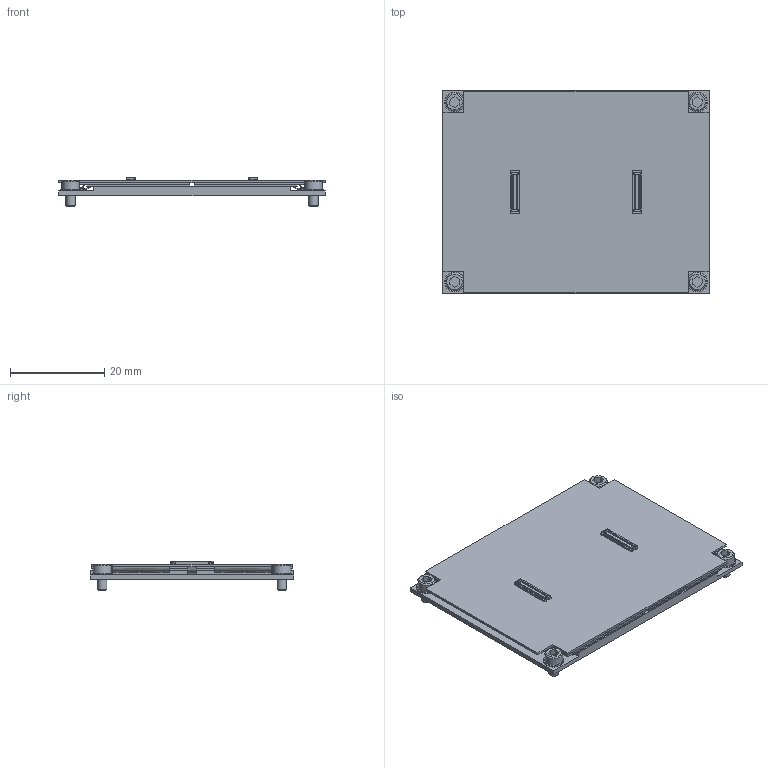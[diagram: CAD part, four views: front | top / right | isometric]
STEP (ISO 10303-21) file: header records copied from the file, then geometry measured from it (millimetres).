
FILE_DESCRIPTION(/* description */ (''),/* implementation_level */ '2;1');
FILE_NAME(/* name */ 'fullmodule.step',/* time_stamp */ '2020-10-14T11:53:40-04:00',/* author */ (''),/* organization */ (''),/* preprocessor_version */ 'ST-DEVELOPER v18.1',/* originating_system */ 'Autodesk Translation Framework v9.3.0.1241',/* authorisation */ '');
FILE_SCHEMA (('AUTOMOTIVE_DESIGN { 1 0 10303 214 3 1 1 }'));
Length unit declared in the file: millimetre
Products named in the file (15): Full Module; Module; Carrier; PCB; ETROC; Shim; Bolt; Board to board F; Board to board F_1; Board to board F_2; LGAD; LGAD Wire Bond; LGAD Wire Bond(Mirror); ETROC Wire Bond; ETROC Wire Bond(Mirror)
Assembly tree (27 placements, depth 4):
  Full Module
    Module
      Carrier
      LGAD  x2
      ETROC  x4
      PCB
      Shim  x4
      Bolt  x4
      Board to board F
        Board to board F_2
      Board to board F_1
        Board to board F_2
      ETROC Wire Bond  x2
      LGAD Wire Bond
      LGAD Wire Bond(Mirror)
      ETROC Wire Bond(Mirror)  x2
Bounding box: 56.5 x 43.1 x 6.2 mm (x, y, z)
Volume: 6982.3 mm3; surface area: 18743.6 mm2
Topology: 24 solids, 24 shells, 1478 faces, 3484 edges, 2304 vertices
Faces by surface type: plane 1166, cylinder 292, bspline 12, cone 8
Full cylindrical faces by diameter (mm): 2 x4, 2.5 x8, 3.8 x4, 4.25 x4
Entity records: 21972 total; most frequent: CARTESIAN_POINT 4108, DIRECTION 3558, ORIENTED_EDGE 3488, EDGE_CURVE 1744, LINE 1438, VECTOR 1438, VERTEX_POINT 1154, AXIS2_PLACEMENT_3D 1060
